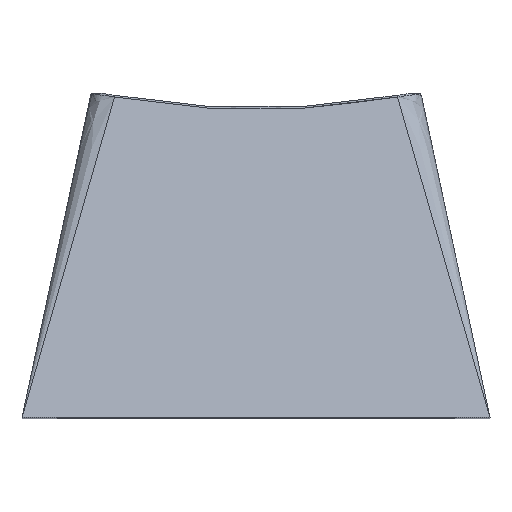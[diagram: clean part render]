
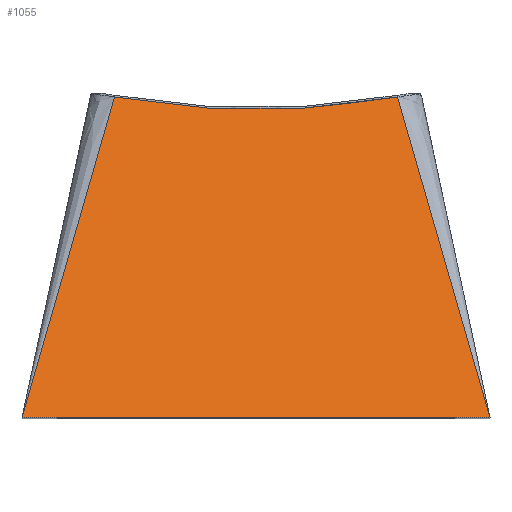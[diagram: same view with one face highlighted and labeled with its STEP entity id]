
A CAD part, top view. The second image highlights one B-rep face of the part: STEP entity #1055.
In plain terms, the highlighted planar face has unit normal (0, 0.326, 0.946).
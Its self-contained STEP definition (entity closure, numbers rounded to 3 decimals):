
#7 = LINE ( 'NONE', #497, #817 ) ;
#8 = DIRECTION ( 'NONE',  ( 1., 0., 0. ) ) ;
#59 = CARTESIAN_POINT ( 'NONE',  ( 14.446, 12.322, 32.907 ) ) ;
#60 = CARTESIAN_POINT ( 'NONE',  ( 3.554, 12.322, 32.907 ) ) ;
#74 = CARTESIAN_POINT ( 'NONE',  ( 2.428, 8.447, 34.242 ) ) ;
#98 = CARTESIAN_POINT ( 'NONE',  ( 14.446, 12.322, 32.907 ) ) ;
#219 = EDGE_CURVE ( 'NONE', #1708, #400, #1063, .T. ) ;
#222 = CARTESIAN_POINT ( 'NONE',  ( 1.243, 4.339, 35.656 ) ) ;
#255 = VERTEX_POINT ( 'NONE', #918 ) ;
#256 = ORIENTED_EDGE ( 'NONE', *, *, #1698, .T. ) ;
#288 = VERTEX_POINT ( 'NONE', #98 ) ;
#349 = CARTESIAN_POINT ( 'NONE',  ( 12.644, 12.04, 33.004 ) ) ;
#389 = ORIENTED_EDGE ( 'NONE', *, *, #679, .T. ) ;
#391 = CARTESIAN_POINT ( 'NONE',  ( 14.446, 12.322, 32.907 ) ) ;
#400 = VERTEX_POINT ( 'NONE', #1515 ) ;
#402 = FACE_OUTER_BOUND ( 'NONE', #759, .T. ) ;
#476 = CARTESIAN_POINT ( 'NONE',  ( 13.548, 12.161, 32.963 ) ) ;
#485 = CARTESIAN_POINT ( 'NONE',  ( 4.452, 12.161, 32.963 ) ) ;
#497 = CARTESIAN_POINT ( 'NONE',  ( 0., 0., 37.15 ) ) ;
#679 = EDGE_CURVE ( 'NONE', #288, #1708, #1306, .T. ) ;
#710 = B_SPLINE_CURVE_WITH_KNOTS ( 'NONE', 3,
 ( #1608, #1069, #1203, #391 ),
 .UNSPECIFIED., .F., .F.,
 ( 4, 4 ),
 ( 0., 0.994 ),
 .UNSPECIFIED. ) ;
#752 = DIRECTION ( 'NONE',  ( 0., 0.946, -0.326 ) ) ;
#759 = EDGE_LOOP ( 'NONE', ( #876, #389, #1160, #256 ) ) ;
#817 = VECTOR ( 'NONE', #8, 1000. ) ;
#876 = ORIENTED_EDGE ( 'NONE', *, *, #1413, .T. ) ;
#888 = CARTESIAN_POINT ( 'NONE',  ( 7.171, 11.879, 33.06 ) ) ;
#918 = CARTESIAN_POINT ( 'NONE',  ( 18., 0., 37.15 ) ) ;
#1014 = AXIS2_PLACEMENT_3D ( 'NONE', #1189, #1578, #752 ) ;
#1055 = ADVANCED_FACE ( 'NONE', ( #402 ), #1438, .F. ) ;
#1063 = B_SPLINE_CURVE_WITH_KNOTS ( 'NONE', 3,
 ( #1592, #74, #222, #1186 ),
 .UNSPECIFIED., .F., .F.,
 ( 4, 4 ),
 ( 0.006, 1. ),
 .UNSPECIFIED. ) ;
#1069 = CARTESIAN_POINT ( 'NONE',  ( 16.757, 4.339, 35.656 ) ) ;
#1160 = ORIENTED_EDGE ( 'NONE', *, *, #219, .T. ) ;
#1186 = CARTESIAN_POINT ( 'NONE',  ( 0., 0., 37.15 ) ) ;
#1189 = CARTESIAN_POINT ( 'NONE',  ( 9., 11.915, 33.047 ) ) ;
#1191 = CARTESIAN_POINT ( 'NONE',  ( 3.554, 12.322, 32.907 ) ) ;
#1203 = CARTESIAN_POINT ( 'NONE',  ( 15.572, 8.447, 34.242 ) ) ;
#1302 = CARTESIAN_POINT ( 'NONE',  ( 5.355, 12.04, 33.004 ) ) ;
#1306 = B_SPLINE_CURVE_WITH_KNOTS ( 'NONE', 3,
 ( #59, #476, #349, #1722, #1449, #1426, #888, #1302, #485, #1191 ),
 .UNSPECIFIED., .F., .F.,
 ( 4, 2, 2, 2, 4 ),
 ( 0., 0.003, 0.005, 0.008, 0.011 ),
 .UNSPECIFIED. ) ;
#1413 = EDGE_CURVE ( 'NONE', #255, #288, #710, .T. ) ;
#1426 = CARTESIAN_POINT ( 'NONE',  ( 8.085, 11.838, 33.074 ) ) ;
#1438 = PLANE ( 'NONE',  #1014 ) ;
#1449 = CARTESIAN_POINT ( 'NONE',  ( 9.911, 11.838, 33.074 ) ) ;
#1515 = CARTESIAN_POINT ( 'NONE',  ( 0., 0., 37.15 ) ) ;
#1578 = DIRECTION ( 'NONE',  ( 0., -0.326, -0.946 ) ) ;
#1592 = CARTESIAN_POINT ( 'NONE',  ( 3.554, 12.322, 32.907 ) ) ;
#1608 = CARTESIAN_POINT ( 'NONE',  ( 18., 0., 37.15 ) ) ;
#1698 = EDGE_CURVE ( 'NONE', #400, #255, #7, .T. ) ;
#1708 = VERTEX_POINT ( 'NONE', #60 ) ;
#1722 = CARTESIAN_POINT ( 'NONE',  ( 10.825, 11.879, 33.06 ) ) ;
